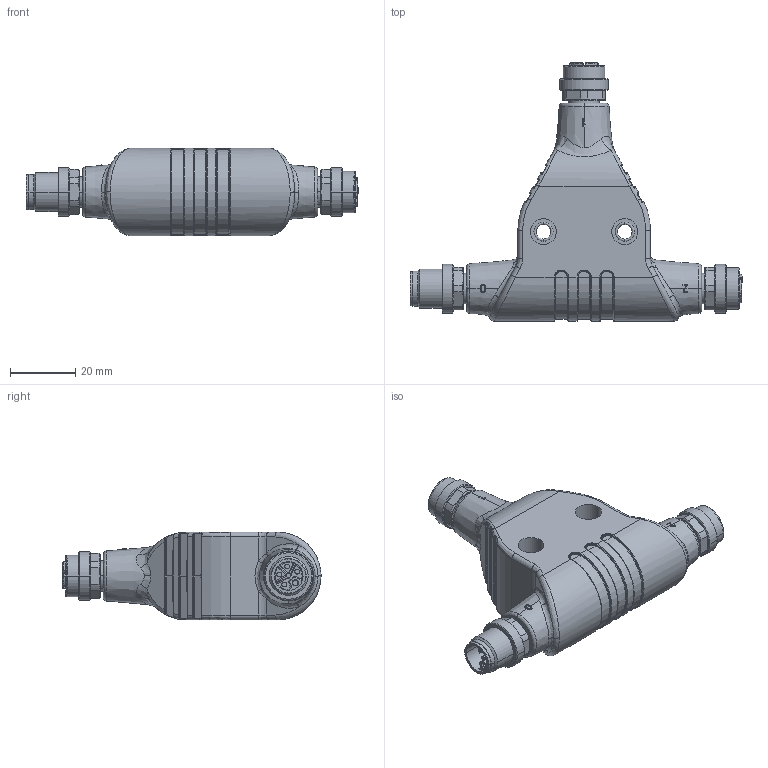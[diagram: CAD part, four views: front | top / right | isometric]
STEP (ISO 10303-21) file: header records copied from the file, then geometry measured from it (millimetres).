
FILE_DESCRIPTION (( 'STEP AP203' ), '1' );
FILE_NAME ('7000-P4901-0000000.step', '2021-12-20T18:03:12', ( '' ), ( '' ), 'SwSTEP 2.0', 'SolidWorks 2021', '' );
FILE_SCHEMA (( 'CONFIG_CONTROL_DESIGN' ));
Length unit declared in the file: inch
Products named in the file (1): 7000-P4901-0000000
Bounding box: 102.1 x 79.38 x 26.95 mm (x, y, z)
Volume: 61092.1 mm3; surface area: 14871.4 mm2
Topology: 1 solids, 1 shells, 958 faces, 2372 edges, 1441 vertices
Faces by surface type: bspline 299, cylinder 292, plane 288, cone 71, torus 8
Entity records: 44217 total; most frequent: CARTESIAN_POINT 23680, ORIENTED_EDGE 4686, DIRECTION 3596, EDGE_CURVE 2343, VERTEX_POINT 1441, AXIS2_PLACEMENT_3D 1313, EDGE_LOOP 1016, LINE 970
